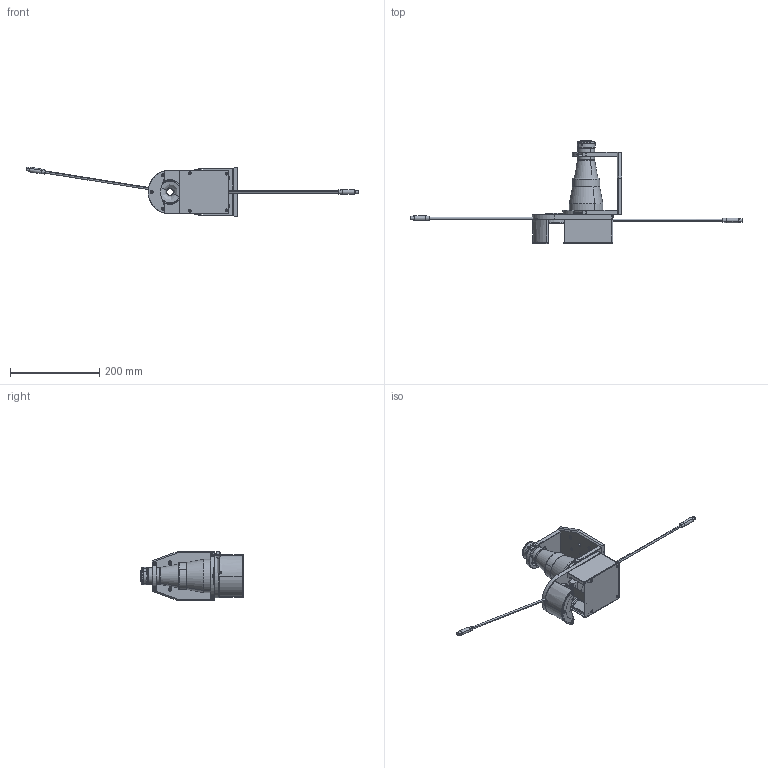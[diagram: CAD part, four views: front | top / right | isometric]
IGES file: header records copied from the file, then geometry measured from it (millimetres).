
Start section: SolidWorks IGES file using analytic representation for surfaces
Global section: file name: DP30055_TCCAGE12048HP.igs; native system: SolidWorks 2020; preprocessor: SolidWorks 2020; author: andreava; date: 200626.155944; units: millimetre
Bounding box: 744.77 x 232.33 x 111.06 mm (x, y, z)
Surface area: 246344.3 mm2 (no closed solid volume)
Topology: 0 solids, 0 shells, 762 faces, 13446 edges, 13427 vertices
Faces by surface type: bspline 418, revolution 344
